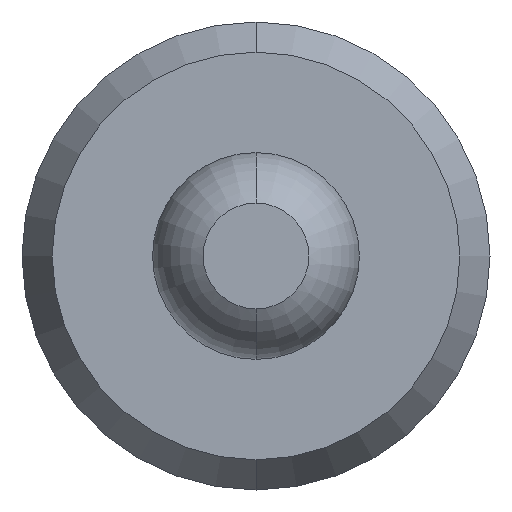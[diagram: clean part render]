
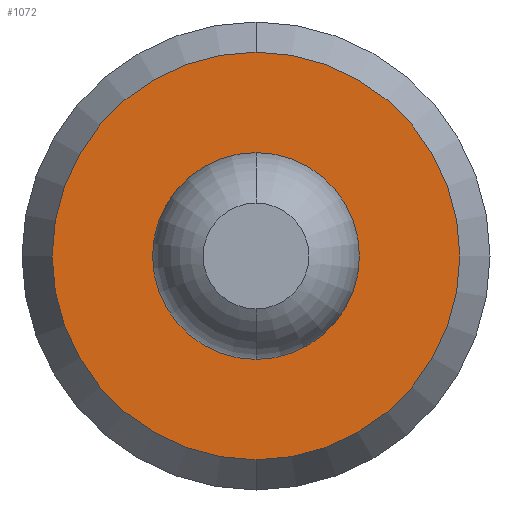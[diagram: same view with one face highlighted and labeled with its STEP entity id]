
A CAD part, front view. The second image highlights one B-rep face of the part: STEP entity #1072.
In plain terms, the highlighted planar face has unit normal (0, -1, 0).
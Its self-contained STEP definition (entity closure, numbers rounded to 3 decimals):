
#169 = AXIS2_PLACEMENT_3D ( 'NONE', #3698, #2776, #2223 ) ;
#443 = VERTEX_POINT ( 'NONE', #4448 ) ;
#532 = VERTEX_POINT ( 'NONE', #2023 ) ;
#705 = EDGE_CURVE ( 'Defeature ausgef�hrt2_18+Defeature ausgef�hrt2_19+Defeature ausgef�hrt2_19+Defeature ausgef�hrt2_19', #3494, #532, #5382, .T. ) ;
#904 = DIRECTION ( 'NONE',  ( 0., -1., 0. ) ) ;
#994 = CIRCLE ( 'NONE', #169, 1.35 ) ;
#1011 = EDGE_LOOP ( 'NONE', ( #4432, #5077 ) ) ;
#1072 = ADVANCED_FACE ( 'Defeature ausgef�hrt2_19', ( #5536, #5145 ), #1193, .F. ) ;
#1193 = PLANE ( 'NONE',  #6169 ) ;
#1223 = DIRECTION ( 'NONE',  ( 0., 0., -1. ) ) ;
#1430 = VERTEX_POINT ( 'NONE', #3445 ) ;
#1677 = AXIS2_PLACEMENT_3D ( 'NONE', #2380, #904, #3437 ) ;
#1711 = EDGE_CURVE ( 'Defeature ausgef�hrt2_19+Defeature ausgef�hrt2_20+Defeature ausgef�hrt2_20+Defeature ausgef�hrt2_20', #443, #1430, #994, .T. ) ;
#1754 = DIRECTION ( 'NONE',  ( 0., -1., 0. ) ) ;
#1946 = EDGE_LOOP ( 'NONE', ( #3942, #2457 ) ) ;
#2023 = CARTESIAN_POINT ( 'NONE',  ( 0., 6.903, -0.45 ) ) ;
#2186 = CIRCLE ( 'NONE', #3138, 0.45 ) ;
#2200 = CARTESIAN_POINT ( 'NONE',  ( 0., 6.903, 0. ) ) ;
#2223 = DIRECTION ( 'NONE',  ( 0., 0., -1. ) ) ;
#2296 = CARTESIAN_POINT ( 'NONE',  ( 0., 6.903, 0. ) ) ;
#2380 = CARTESIAN_POINT ( 'NONE',  ( 0., 6.903, 0. ) ) ;
#2457 = ORIENTED_EDGE ( 'NONE', *, *, #1711, .T. ) ;
#2776 = DIRECTION ( 'NONE',  ( 0., -1., 0. ) ) ;
#3119 = CIRCLE ( 'NONE', #4486, 1.35 ) ;
#3138 = AXIS2_PLACEMENT_3D ( 'NONE', #2296, #5335, #4811 ) ;
#3145 = DIRECTION ( 'NONE',  ( 0., 1., 0. ) ) ;
#3293 = DIRECTION ( 'NONE',  ( 0., 0., 1. ) ) ;
#3437 = DIRECTION ( 'NONE',  ( 0., 0., -1. ) ) ;
#3445 = CARTESIAN_POINT ( 'NONE',  ( 0., 6.903, 1.35 ) ) ;
#3494 = VERTEX_POINT ( 'NONE', #4402 ) ;
#3698 = CARTESIAN_POINT ( 'NONE',  ( 0., 6.903, 0. ) ) ;
#3942 = ORIENTED_EDGE ( 'NONE', *, *, #5602, .T. ) ;
#4245 = CARTESIAN_POINT ( 'NONE',  ( -0.45, 6.903, 0. ) ) ;
#4402 = CARTESIAN_POINT ( 'NONE',  ( 0., 6.903, 0.45 ) ) ;
#4432 = ORIENTED_EDGE ( 'NONE', *, *, #5670, .F. ) ;
#4448 = CARTESIAN_POINT ( 'NONE',  ( 0., 6.903, -1.35 ) ) ;
#4486 = AXIS2_PLACEMENT_3D ( 'NONE', #2200, #1754, #1223 ) ;
#4811 = DIRECTION ( 'NONE',  ( 0., 0., -1. ) ) ;
#5077 = ORIENTED_EDGE ( 'NONE', *, *, #705, .F. ) ;
#5145 = FACE_OUTER_BOUND ( 'NONE', #1946, .T. ) ;
#5335 = DIRECTION ( 'NONE',  ( 0., -1., 0. ) ) ;
#5382 = CIRCLE ( 'NONE', #1677, 0.45 ) ;
#5536 = FACE_BOUND ( 'NONE', #1011, .T. ) ;
#5602 = EDGE_CURVE ( 'Defeature ausgef�hrt2_19+Defeature ausgef�hrt2_20+Defeature ausgef�hrt2_20+Defeature ausgef�hrt2_20', #1430, #443, #3119, .T. ) ;
#5670 = EDGE_CURVE ( 'Defeature ausgef�hrt2_18+Defeature ausgef�hrt2_19+Defeature ausgef�hrt2_19+Defeature ausgef�hrt2_19', #532, #3494, #2186, .T. ) ;
#6169 = AXIS2_PLACEMENT_3D ( 'NONE', #4245, #3145, #3293 ) ;
